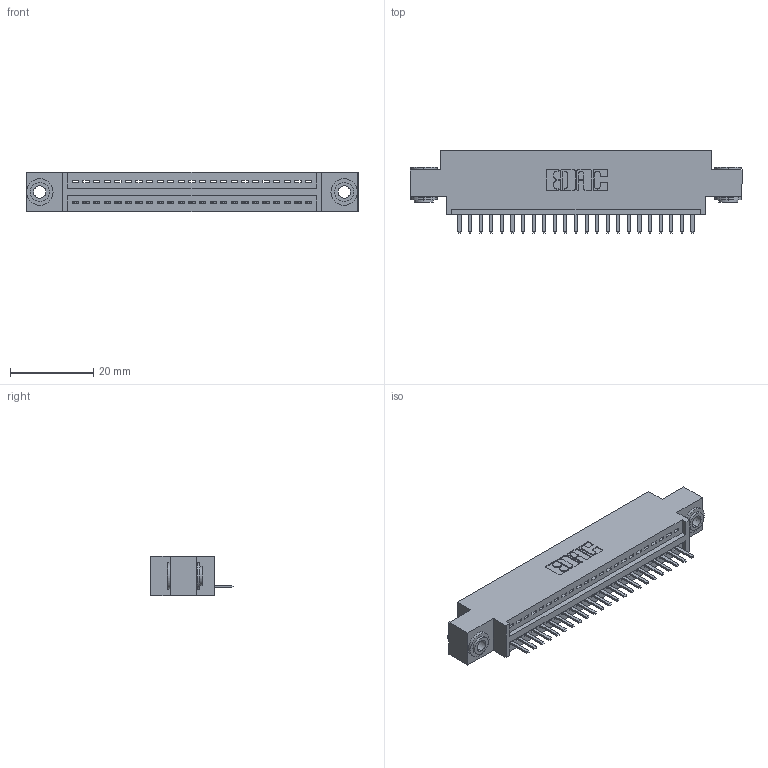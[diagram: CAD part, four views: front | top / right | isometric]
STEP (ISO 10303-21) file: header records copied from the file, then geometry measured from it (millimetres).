
FILE_DESCRIPTION (( 'STEP AP203' ), '1' );
FILE_NAME ('345-023-520-603.STEP', '2019-10-05T01:38:31', ( '' ), ( '' ), 'SwSTEP 2.0', 'SolidWorks 2016', '' );
FILE_SCHEMA (( 'CONFIG_CONTROL_DESIGN' ));
Length unit declared in the file: inch
Products named in the file (4): 345-250-002_345-250-002-102; 345-023-520-603; 345 Part_0.170 Offset - 0.156 Dia-TH; 345-292-001_345-293-120
Assembly tree (26 placements, depth 2):
  345-023-520-603
    345 Part_0.170 Offset - 0.156 Dia-TH
    345-292-001_345-293-120  x23
    345-250-002_345-250-002-102  x2
Bounding box: 79.63 x 19.68 x 9.4 mm (x, y, z)
Volume: 7247.5 mm3; surface area: 9497.6 mm2
Topology: 26 solids, 26 shells, 1594 faces, 4661 edges, 3042 vertices
Faces by surface type: plane 1060, cylinder 526, cone 8
Entity records: 20764 total; most frequent: CARTESIAN_POINT 3588, ORIENTED_EDGE 3526, DIRECTION 3179, EDGE_CURVE 1763, VECTOR 1511, LINE 1511, VERTEX_POINT 1170, AXIS2_PLACEMENT_3D 834
